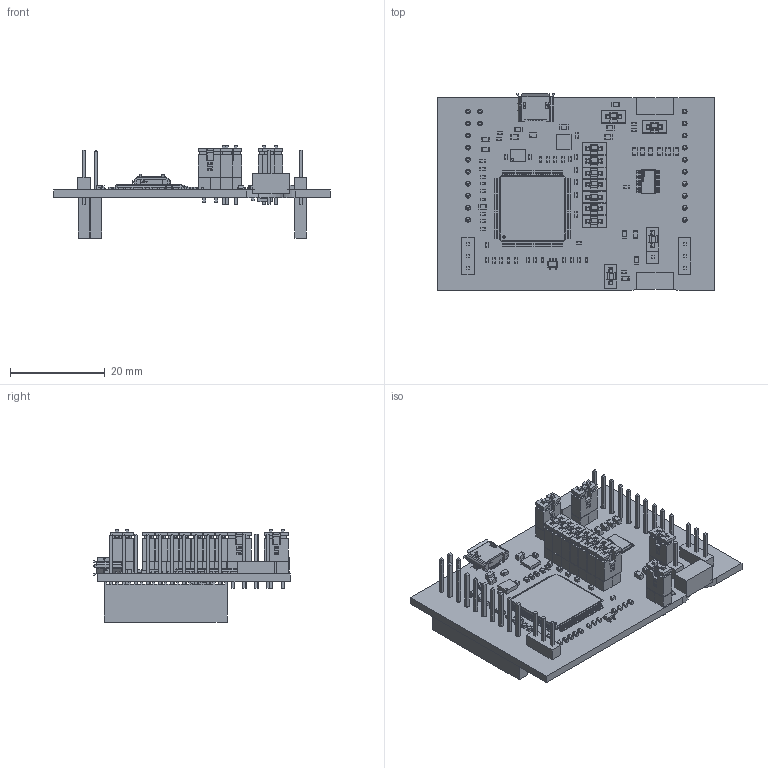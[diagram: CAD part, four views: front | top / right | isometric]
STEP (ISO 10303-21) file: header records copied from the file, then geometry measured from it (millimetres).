
FILE_DESCRIPTION(('Open CASCADE Model'),'2;1');
FILE_NAME('Open CASCADE Shape Model','2025-05-24T09:28:31',('Author'),( 'Open CASCADE'),'Open CASCADE STEP processor 7.5','Open CASCADE 7.5' ,'Unknown');
FILE_SCHEMA(('AUTOMOTIVE_DESIGN { 1 0 10303 214 1 1 1 1 }'));
Length unit declared in the file: millimetre
Products named in the file (201): PCB; Board; Open CASCADE STEP translator 7.5 1.1.1; U1; IC_MSPM0C1104SDGS20R_VSSOP20; body; pins; logo; LED101; Lite-On_LTST_C190_red; LED1; C7; 1188022560; Extruded; 1188022400; U2; RUK0020B; BODY-QFN; FRAME-RUK0020B; FRAME-RUK0020B_3; FRAME-RUK0020B_4; FRAME-RUK0020B_5; FRAME-RUK0020B_6; FRAME-RUK0020B_7; FRAME-RUK0020B_8; FRAME-RUK0020B_9; FRAME-RUK0020B_10; FRAME-RUK0020B_11; FRAME-RUK0020B_12; FRAME-RUK0020B_13; FRAME-RUK0020B_14; FRAME-RUK0020B_15; FRAME-RUK0020B_16; FRAME-RUK0020B_17; FRAME-RUK0020B_18; FRAME-RUK0020B_19; FRAME-RUK0020B_20; FRAME-RUK0020B_21; FRAME-RUK0020B_22; FRAME-RUK0020B_23 ...
Assembly tree (548 placements, depth 5):
  PCB
    Board
      Open CASCADE STEP translator 7.5 1.1.1
    U1
      IC_MSPM0C1104SDGS20R_VSSOP20
        body
        pins
        logo
    LED101
      Lite-On_LTST_C190_red
    LED1
      Lite-On_LTST_C190_red
    C7
      1188022560  x2
        Extruded
      1188022400
        Extruded
    U2
      RUK0020B
        BODY-QFN
        FRAME-RUK0020B
          FRAME-RUK0020B_3
          FRAME-RUK0020B_4
          FRAME-RUK0020B_5
          FRAME-RUK0020B_6
          FRAME-RUK0020B_7
          FRAME-RUK0020B_8
          FRAME-RUK0020B_9
          FRAME-RUK0020B_10
          FRAME-RUK0020B_11
          FRAME-RUK0020B_12
          FRAME-RUK0020B_13
          FRAME-RUK0020B_14
          FRAME-RUK0020B_15
          FRAME-RUK0020B_16
          FRAME-RUK0020B_17
          FRAME-RUK0020B_18
          FRAME-RUK0020B_19
          FRAME-RUK0020B_20
          FRAME-RUK0020B_21
          FRAME-RUK0020B_22
          FRAME-RUK0020B_23
        PIN1-ID
    C4
      1188026960  x2
        Extruded
      1188026800
        Extruded
    J8
      Molex_90120-0122
        Molex_90120  x2
    R9
      1188026960  x2
        Extruded
      1188026800
        Extruded
    R8
      1188026960  x2
        Extruded
      1188026800
Bounding box: 58.42 x 41.43 x 19.43 mm (x, y, z)
Volume: 6627.2 mm3; surface area: 14299.4 mm2
Topology: 485 solids, 485 shells, 7801 faces, 19949 edges, 13156 vertices
Faces by surface type: plane 6479, cylinder 1132, bspline 166, sphere 24
Full cylindrical faces by diameter (mm): 0.105 x1, 0.199 x1, 0.9 x4, 1.016 x29, 1.02 x22
Entity records: 82362 total; most frequent: CARTESIAN_POINT 15774, ORIENTED_EDGE 12302, DIRECTION 12092, EDGE_CURVE 6151, LINE 5016, VECTOR 5016, VERTEX_POINT 4048, AXIS2_PLACEMENT_3D 3538
